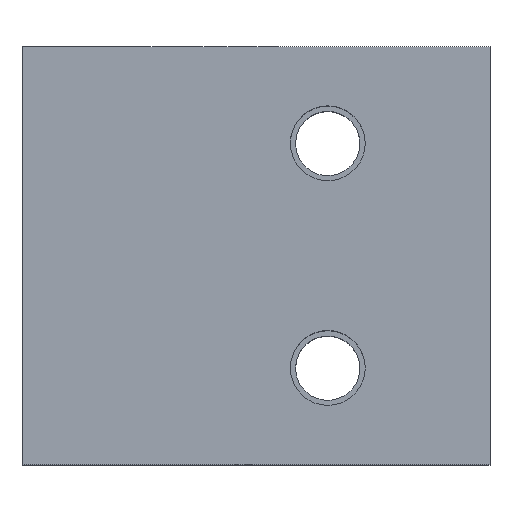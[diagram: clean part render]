
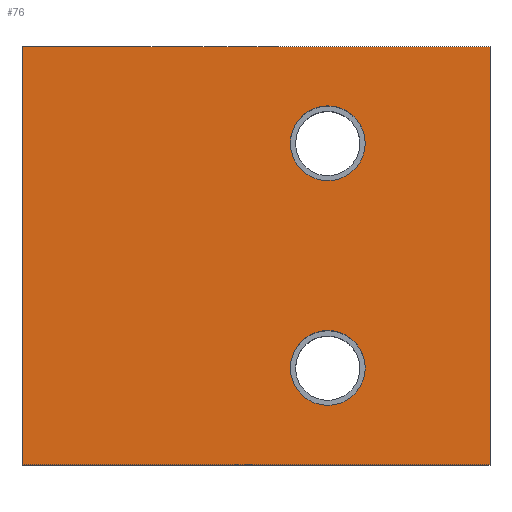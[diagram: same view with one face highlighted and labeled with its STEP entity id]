
A CAD part, top view. The second image highlights one B-rep face of the part: STEP entity #76.
In plain terms, the highlighted planar face has unit normal (0, 0, 1).
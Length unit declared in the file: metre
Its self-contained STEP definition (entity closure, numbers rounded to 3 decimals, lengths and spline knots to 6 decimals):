
#76 = ADVANCED_FACE( '', ( #164, #165, #166 ), #167, .T. );
#164 = FACE_BOUND( '', #260, .T. );
#165 = FACE_OUTER_BOUND( '', #261, .T. );
#166 = FACE_BOUND( '', #262, .T. );
#167 = PLANE( '', #263 );
#260 = EDGE_LOOP( '', ( #411 ) );
#261 = EDGE_LOOP( '', ( #412, #413, #414, #415 ) );
#262 = EDGE_LOOP( '', ( #416 ) );
#263 = AXIS2_PLACEMENT_3D( '', #417, #418, #419 );
#411 = ORIENTED_EDGE( '', *, *, #542, .T. );
#412 = ORIENTED_EDGE( '', *, *, #543, .F. );
#413 = ORIENTED_EDGE( '', *, *, #544, .F. );
#414 = ORIENTED_EDGE( '', *, *, #533, .T. );
#415 = ORIENTED_EDGE( '', *, *, #540, .T. );
#416 = ORIENTED_EDGE( '', *, *, #516, .T. );
#417 = CARTESIAN_POINT( '', ( -0.0375, -0.0335, 0.035 ) );
#418 = DIRECTION( '', ( 0., 0., 1. ) );
#419 = DIRECTION( '', ( 1., 0., 0. ) );
#516 = EDGE_CURVE( '', #607, #607, #608, .T. );
#533 = EDGE_CURVE( '', #633, #631, #634, .T. );
#540 = EDGE_CURVE( '', #631, #641, #643, .T. );
#542 = EDGE_CURVE( '', #645, #645, #646, .T. );
#543 = EDGE_CURVE( '', #647, #641, #648, .T. );
#544 = EDGE_CURVE( '', #633, #647, #649, .T. );
#607 = VERTEX_POINT( '', #777 );
#608 = CIRCLE( '', #778, 0.006 );
#631 = VERTEX_POINT( '', #806 );
#633 = VERTEX_POINT( '', #809 );
#634 = LINE( '', #810, #811 );
#641 = VERTEX_POINT( '', #821 );
#643 = LINE( '', #824, #825 );
#645 = VERTEX_POINT( '', #827 );
#646 = CIRCLE( '', #828, 0.006 );
#647 = VERTEX_POINT( '', #829 );
#648 = LINE( '', #830, #831 );
#649 = LINE( '', #832, #833 );
#777 = CARTESIAN_POINT( '', ( 0.0175, -0.018, 0.035 ) );
#778 = AXIS2_PLACEMENT_3D( '', #893, #894, #895 );
#806 = CARTESIAN_POINT( '', ( 0.0375, -0.0335, 0.035 ) );
#809 = CARTESIAN_POINT( '', ( -0.0375, -0.0335, 0.035 ) );
#810 = CARTESIAN_POINT( '', ( -0.0375, -0.0335, 0.035 ) );
#811 = VECTOR( '', #917, 1. );
#821 = CARTESIAN_POINT( '', ( 0.0375, 0.0335, 0.035 ) );
#824 = CARTESIAN_POINT( '', ( 0.0375, -0.0335, 0.035 ) );
#825 = VECTOR( '', #922, 1. );
#827 = CARTESIAN_POINT( '', ( 0.0175, 0.018, 0.035 ) );
#828 = AXIS2_PLACEMENT_3D( '', #923, #924, #925 );
#829 = CARTESIAN_POINT( '', ( -0.0375, 0.0335, 0.035 ) );
#830 = CARTESIAN_POINT( '', ( -0.0375, 0.0335, 0.035 ) );
#831 = VECTOR( '', #926, 1. );
#832 = CARTESIAN_POINT( '', ( -0.0375, -0.0335, 0.035 ) );
#833 = VECTOR( '', #927, 1. );
#893 = CARTESIAN_POINT( '', ( 0.0115, -0.018, 0.035 ) );
#894 = DIRECTION( '', ( 0., 0., -1. ) );
#895 = DIRECTION( '', ( 1., 0., 0. ) );
#917 = DIRECTION( '', ( 1., 0., 0. ) );
#922 = DIRECTION( '', ( 0., 1., 0. ) );
#923 = CARTESIAN_POINT( '', ( 0.0115, 0.018, 0.035 ) );
#924 = DIRECTION( '', ( 0., 0., -1. ) );
#925 = DIRECTION( '', ( 1., 0., 0. ) );
#926 = DIRECTION( '', ( 1., 0., 0. ) );
#927 = DIRECTION( '', ( 0., 1., 0. ) );
